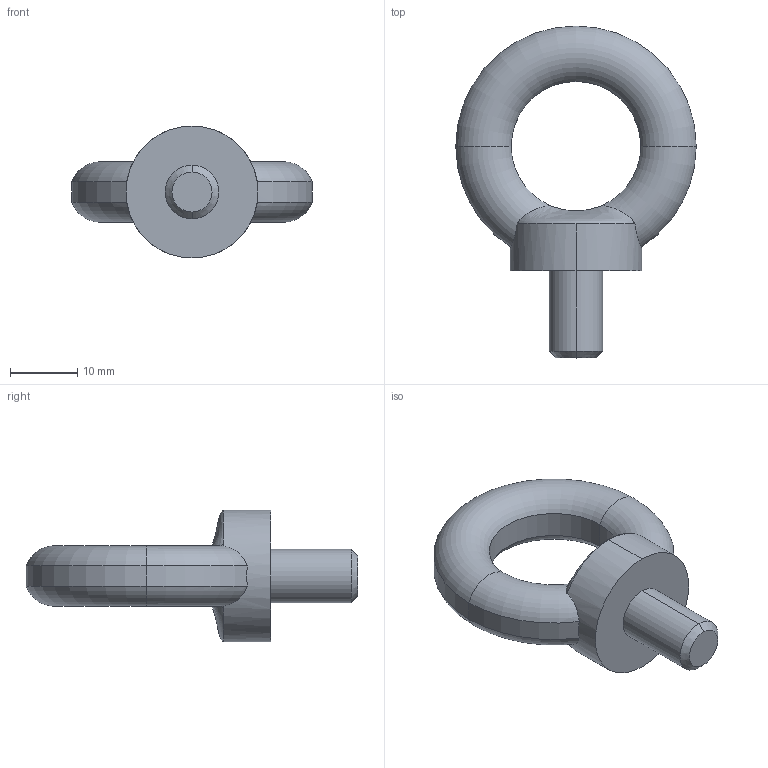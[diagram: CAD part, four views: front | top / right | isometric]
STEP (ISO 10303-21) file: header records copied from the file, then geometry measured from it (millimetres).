
FILE_DESCRIPTION (( 'STEP AP214' ), '1' );
FILE_NAME ('S37 Ðûì-áîëò.STEP', '2020-10-30T12:14:59', ( 'Ïîëüçîâàòåëü Windows' ), ( '' ), 'SwSTEP 2.0', 'SolidWorks 2020', '' );
FILE_SCHEMA (( 'AUTOMOTIVE_DESIGN' ));
Length unit declared in the file: millimetre
Products named in the file (1): S37 Ðûì-áîëò
Bounding box: 35.89 x 49.54 x 19.7 mm (x, y, z)
Volume: 7499 mm3; surface area: 3234.4 mm2
Topology: 1 solids, 3 shells, 29 faces, 70 edges, 46 vertices
Faces by surface type: cylinder 9, torus 8, bspline 8, cone 2, plane 2
Entity records: 1649 total; most frequent: CARTESIAN_POINT 965, ORIENTED_EDGE 140, DIRECTION 114, EDGE_CURVE 70, AXIS2_PLACEMENT_3D 52, VERTEX_POINT 46, CIRCLE 30, EDGE_LOOP 30
